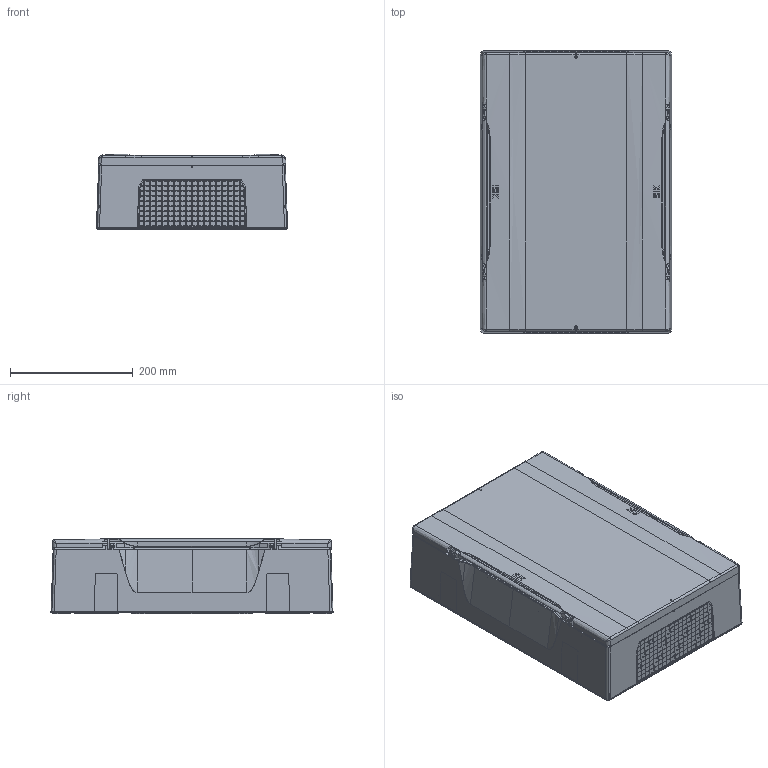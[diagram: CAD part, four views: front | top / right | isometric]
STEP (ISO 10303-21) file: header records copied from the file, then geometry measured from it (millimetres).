
FILE_DESCRIPTION (( 'STEP AP203' ), '1' );
FILE_NAME ('KR5-KP12-N-24-41 KREPTA 5 Êîðïóñ ïë ÙÐÍ-Ï-24 IP41 IEK.STEP', '2023-06-29T09:37:28', ( '' ), ( '' ), 'SwSTEP 2.0', 'SolidWorks 2022', '' );
FILE_SCHEMA (( 'CONFIG_CONTROL_DESIGN' ));
Products named in the file (1): KR5-KP12-N-24-41 KREPTA 5 Корпус пл ЩРН-П-24 IP41 IEK
Bounding box: 311.02 x 459.02 x 123.15 mm (x, y, z)
Volume: 1074522.6 mm3; surface area: 1417028.5 mm2
Topology: 10 solids, 11 shells, 9731 faces, 24527 edges, 14796 vertices
Faces by surface type: plane 3825, cylinder 2618, bspline 2004, cone 553, torus 499, sphere 232
Entity records: 449643 total; most frequent: CARTESIAN_POINT 239968, ORIENTED_EDGE 48906, DIRECTION 36591, EDGE_CURVE 24453, VERTEX_POINT 14781, AXIS2_PLACEMENT_3D 12535, LINE 11521, VECTOR 11521
